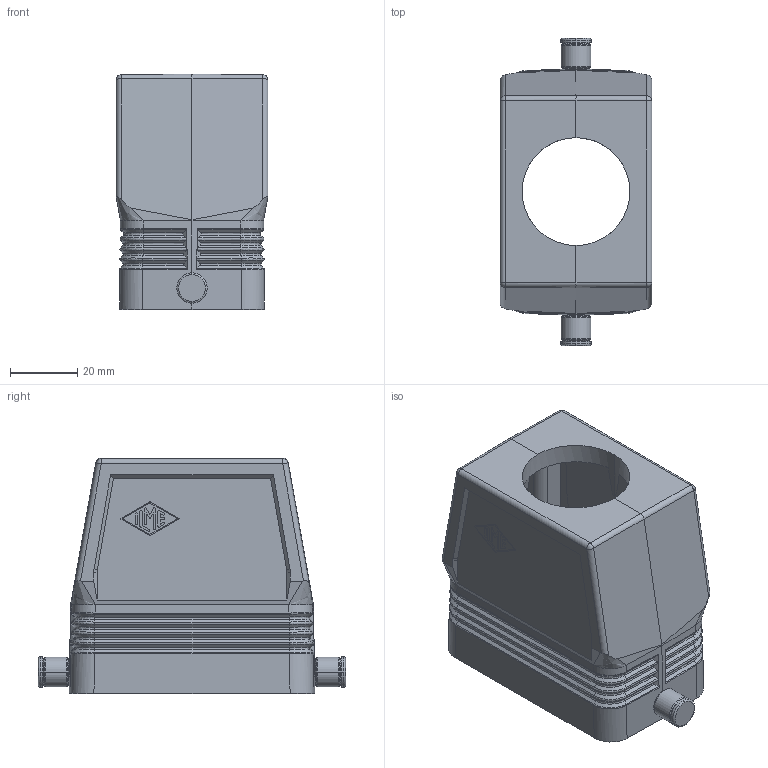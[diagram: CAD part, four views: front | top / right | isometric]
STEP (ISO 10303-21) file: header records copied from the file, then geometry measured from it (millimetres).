
FILE_DESCRIPTION(('Creo Elements/Direct Modeling STEP Export'),'2;1');
FILE_NAME('0ln7uvk45d812p01516','2016-10-26T16:04:22',(''),(''),'PTC Creo Elements/Direct Modeling STEP processor for AP214 (Solid Model)','PTC Creo Elements/Direct Modeling 19.0E 27-Jun-2016 (C) Parametric Technology GmbH','');
FILE_SCHEMA(('AUTOMOTIVE_DESIGN { 1 0 10303 214 1 1 1 1 }'));
Products named in the file (2): RFV_10_L32
Assembly tree (1 placements, depth 2):
  RFV_10_L32
    RFV_10_L32
Bounding box: 45 x 91.19 x 70 mm (x, y, z)
Volume: 66565.1 mm3; surface area: 33306.5 mm2
Topology: 1 solids, 1 shells, 400 faces, 1015 edges, 633 vertices
Faces by surface type: plane 148, bspline 102, cylinder 86, extrusion 28, torus 20, cone 12, sphere 4
Entity records: 39668 total; most frequent: CARTESIAN_POINT 28053, ORIENTED_EDGE 2022, DIRECTION 1380, EDGE_CURVE 1011, VERTEX_POINT 633, VECTOR 534, LINE 506, AXIS2_PLACEMENT_3D 423
